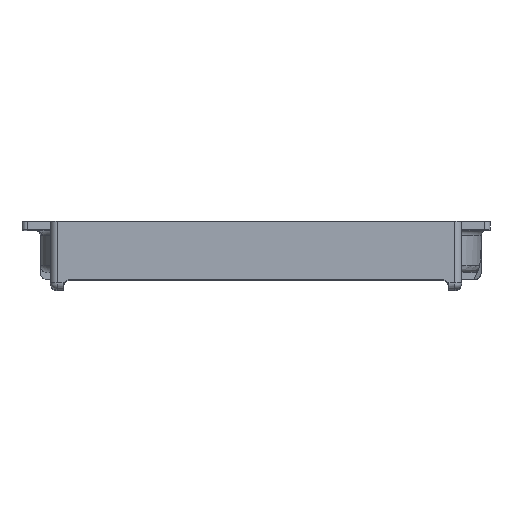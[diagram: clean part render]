
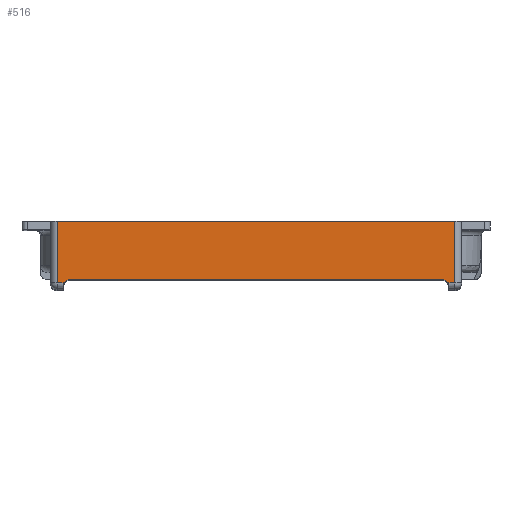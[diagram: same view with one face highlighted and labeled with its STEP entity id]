
A CAD part, top view. The second image highlights one B-rep face of the part: STEP entity #516.
In plain terms, the highlighted planar face has unit normal (0, 0, 1).
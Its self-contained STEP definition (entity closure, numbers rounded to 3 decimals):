
#516=ADVANCED_FACE('',(#1059),#1060,.F.);
#1059=FACE_OUTER_BOUND('',#1765,.T.);
#1060=PLANE('',#1766);
#1765=EDGE_LOOP('',(#3320,#3321,#3322,#3323,#3324,#3325,#3326,#3327));
#1766=AXIS2_PLACEMENT_3D('',#3328,#3329,#3330);
#3320=ORIENTED_EDGE('',*,*,#4133,.F.);
#3321=ORIENTED_EDGE('',*,*,#4088,.T.);
#3322=ORIENTED_EDGE('',*,*,#3935,.T.);
#3323=ORIENTED_EDGE('',*,*,#3952,.T.);
#3324=ORIENTED_EDGE('',*,*,#3623,.T.);
#3325=ORIENTED_EDGE('',*,*,#4140,.F.);
#3326=ORIENTED_EDGE('',*,*,#4142,.T.);
#3327=ORIENTED_EDGE('',*,*,#3940,.T.);
#3328=CARTESIAN_POINT('',(-63.824,-292.624,115.53));
#3329=DIRECTION('',(0.,0.0,-1.0));
#3330=DIRECTION('',(1.0,0.0,0.));
#3623=EDGE_CURVE('',#4346,#4344,#4347,.T.);
#3935=EDGE_CURVE('',#4826,#4800,#4827,.T.);
#3940=EDGE_CURVE('',#4834,#4835,#4836,.T.);
#3952=EDGE_CURVE('',#4800,#4346,#4853,.T.);
#4088=EDGE_CURVE('',#5021,#4826,#5022,.T.);
#4133=EDGE_CURVE('',#5021,#4835,#5069,.T.);
#4140=EDGE_CURVE('',#4910,#4344,#5076,.T.);
#4142=EDGE_CURVE('',#4910,#4834,#5078,.T.);
#4344=VERTEX_POINT('',#5396);
#4346=VERTEX_POINT('',#5398);
#4347=LINE('',#5399,#5400);
#4800=VERTEX_POINT('',#6080);
#4826=VERTEX_POINT('',#6114);
#4827=LINE('',#6115,#6116);
#4834=VERTEX_POINT('',#6133);
#4835=VERTEX_POINT('',#6134);
#4836=CIRCLE('',#6135,2.0);
#4853=LINE('',#6168,#6169);
#4910=VERTEX_POINT('',#6247);
#5021=VERTEX_POINT('',#6397);
#5022=CIRCLE('',#6398,2.0);
#5069=LINE('',#6456,#6457);
#5076=LINE('',#6466,#6467);
#5078=LINE('',#6469,#6470);
#5396=CARTESIAN_POINT('',(-176.224,-290.124,115.53));
#5398=CARTESIAN_POINT('',(-63.824,-290.124,115.53));
#5399=CARTESIAN_POINT('',(-63.824,-290.124,115.53));
#5400=VECTOR('',#6663,1.0);
#6080=CARTESIAN_POINT('',(-63.824,-307.624,115.53));
#6114=CARTESIAN_POINT('',(-65.792,-307.624,115.53));
#6115=CARTESIAN_POINT('',(-63.824,-307.624,115.53));
#6116=VECTOR('',#7087,1.0);
#6133=CARTESIAN_POINT('',(-174.256,-307.624,115.53));
#6134=CARTESIAN_POINT('',(-172.524,-306.624,115.53));
#6135=AXIS2_PLACEMENT_3D('',#7091,#7092,#7093);
#6168=CARTESIAN_POINT('',(-63.824,-292.624,115.53));
#6169=VECTOR('',#7103,1.0);
#6247=CARTESIAN_POINT('',(-176.224,-307.624,115.53));
#6397=CARTESIAN_POINT('',(-67.524,-306.624,115.53));
#6398=AXIS2_PLACEMENT_3D('',#7261,#7262,#7263);
#6456=CARTESIAN_POINT('',(-63.824,-306.624,115.53));
#6457=VECTOR('',#7308,1.0);
#6466=CARTESIAN_POINT('',(-176.224,-292.624,115.53));
#6467=VECTOR('',#7311,1.0);
#6469=CARTESIAN_POINT('',(-174.524,-307.624,115.53));
#6470=VECTOR('',#7312,1.0);
#6663=DIRECTION('',(-1.0,0.0,0.));
#7087=DIRECTION('',(1.0,0.0,0.));
#7091=CARTESIAN_POINT('',(-172.524,-308.624,115.53));
#7092=DIRECTION('',(0.,0.0,-1.0));
#7093=DIRECTION('',(1.0,0.0,0.));
#7103=DIRECTION('',(0.0,1.0,0.0));
#7261=CARTESIAN_POINT('',(-67.524,-308.624,115.53));
#7262=DIRECTION('',(0.,0.0,-1.0));
#7263=DIRECTION('',(1.0,0.0,0.));
#7308=DIRECTION('',(-1.0,0.0,0.));
#7311=DIRECTION('',(0.0,1.0,0.0));
#7312=DIRECTION('',(1.0,0.0,0.));
